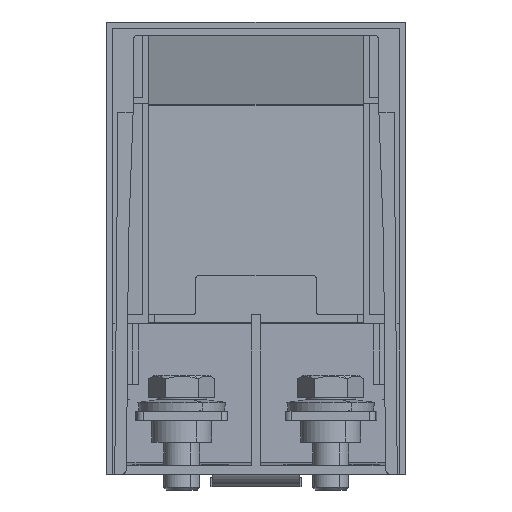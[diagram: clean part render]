
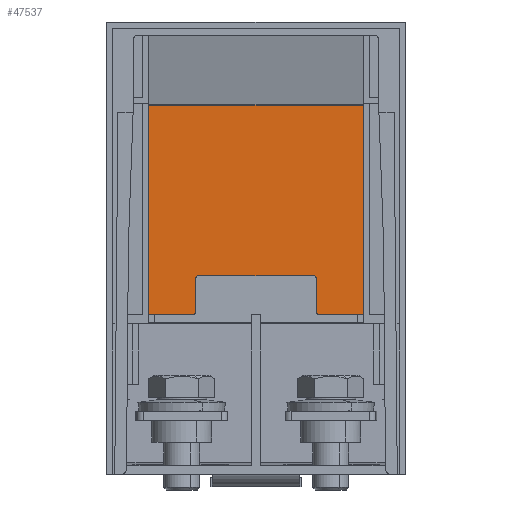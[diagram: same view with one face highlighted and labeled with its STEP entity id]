
A CAD part, front view. The second image highlights one B-rep face of the part: STEP entity #47537.
In plain terms, the highlighted planar face has unit normal (0, -1, 0).
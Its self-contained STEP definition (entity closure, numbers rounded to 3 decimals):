
#42514=DIRECTION('',(-1.,0.,0.));
#42515=VECTOR('',#42514,2.);
#42516=CARTESIAN_POINT('',(-45.5,128.,100.));
#42517=LINE('',#42516,#42515);
#42767=DIRECTION('',(0.,0.,-1.));
#42768=VECTOR('',#42767,1.);
#42769=CARTESIAN_POINT('',(-45.5,128.,100.));
#42770=LINE('',#42769,#42768);
#42774=CARTESIAN_POINT('',(-43.5,128.,99.));
#42775=DIRECTION('',(0.,-1.,0.));
#42776=DIRECTION('',(-1.,0.,0.));
#42777=AXIS2_PLACEMENT_3D('',#42774,#42775,#42776);
#42782=CARTESIAN_POINT('',(-21.,128.,96.));
#42783=DIRECTION('',(0.,1.,0.));
#42784=DIRECTION('',(0.,0.,1.));
#42785=AXIS2_PLACEMENT_3D('',#42782,#42783,#42784);
#42790=CARTESIAN_POINT('',(-19.,128.,85.));
#42791=DIRECTION('',(0.,-1.,0.));
#42792=DIRECTION('',(-1.,0.,0.));
#42793=AXIS2_PLACEMENT_3D('',#42790,#42791,#42792);
#42798=DIRECTION('',(1.,0.,0.));
#42799=VECTOR('',#42798,38.);
#42800=CARTESIAN_POINT('',(-19.,128.,84.));
#42801=LINE('',#42800,#42799);
#42805=CARTESIAN_POINT('',(19.,128.,85.));
#42806=DIRECTION('',(0.,-1.,0.));
#42807=DIRECTION('',(0.,0.,-1.));
#42808=AXIS2_PLACEMENT_3D('',#42805,#42806,#42807);
#42813=DIRECTION('',(0.,0.,1.));
#42814=VECTOR('',#42813,11.);
#42815=CARTESIAN_POINT('',(20.,128.,85.));
#42816=LINE('',#42815,#42814);
#42820=CARTESIAN_POINT('',(21.,128.,96.));
#42821=DIRECTION('',(0.,1.,0.));
#42822=DIRECTION('',(-1.,0.,0.));
#42823=AXIS2_PLACEMENT_3D('',#42820,#42821,#42822);
#42828=DIRECTION('',(1.,0.,0.));
#42829=VECTOR('',#42828,22.5);
#42830=CARTESIAN_POINT('',(21.,128.,97.));
#42831=LINE('',#42830,#42829);
#42835=CARTESIAN_POINT('',(43.5,128.,99.));
#42836=DIRECTION('',(0.,-1.,0.));
#42837=DIRECTION('',(0.,0.,-1.));
#42838=AXIS2_PLACEMENT_3D('',#42835,#42836,#42837);
#42843=DIRECTION('',(1.,0.,0.));
#42844=VECTOR('',#42843,2.);
#42845=CARTESIAN_POINT('',(45.5,128.,100.));
#42846=LINE('',#42845,#42844);
#42850=DIRECTION('',(0.,0.,1.));
#42851=VECTOR('',#42850,72.368);
#42852=CARTESIAN_POINT('',(-47.5,128.,27.632));
#42853=LINE('',#42852,#42851);
#42857=DIRECTION('',(-1.,0.,0.));
#42858=VECTOR('',#42857,22.5);
#42859=CARTESIAN_POINT('',(-21.,128.,97.));
#42860=LINE('',#42859,#42858);
#42878=DIRECTION('',(0.,0.,1.));
#42879=VECTOR('',#42878,11.);
#42880=CARTESIAN_POINT('',(-20.,128.,85.));
#42881=LINE('',#42880,#42879);
#42962=DIRECTION('',(0.,0.,-1.));
#42963=VECTOR('',#42962,1.);
#42964=CARTESIAN_POINT('',(45.5,128.,100.));
#42965=LINE('',#42964,#42963);
#43856=DIRECTION('',(1.,0.,0.));
#43857=VECTOR('',#43856,95.);
#43858=CARTESIAN_POINT('',(-47.5,128.,27.632));
#43859=LINE('',#43858,#43857);
#43933=DIRECTION('',(0.,0.,1.));
#43934=VECTOR('',#43933,72.368);
#43935=CARTESIAN_POINT('',(47.5,128.,27.632));
#43936=LINE('',#43935,#43934);
#46318=CARTESIAN_POINT('',(-45.5,128.,100.));
#46319=VERTEX_POINT('',#46318);
#46320=CARTESIAN_POINT('',(-47.5,128.,100.));
#46321=VERTEX_POINT('',#46320);
#46382=CARTESIAN_POINT('',(-45.5,128.,99.));
#46383=VERTEX_POINT('',#46382);
#46384=CARTESIAN_POINT('',(-43.5,128.,97.));
#46385=VERTEX_POINT('',#46384);
#46386=CARTESIAN_POINT('',(-21.,128.,97.));
#46387=VERTEX_POINT('',#46386);
#46388=CARTESIAN_POINT('',(-20.,128.,96.));
#46389=VERTEX_POINT('',#46388);
#46390=CARTESIAN_POINT('',(-20.,128.,85.));
#46391=VERTEX_POINT('',#46390);
#46392=CARTESIAN_POINT('',(-19.,128.,84.));
#46393=VERTEX_POINT('',#46392);
#46394=CARTESIAN_POINT('',(19.,128.,84.));
#46395=VERTEX_POINT('',#46394);
#46396=CARTESIAN_POINT('',(20.,128.,85.));
#46397=VERTEX_POINT('',#46396);
#46398=CARTESIAN_POINT('',(20.,128.,96.));
#46399=VERTEX_POINT('',#46398);
#46400=CARTESIAN_POINT('',(21.,128.,97.));
#46401=VERTEX_POINT('',#46400);
#46402=CARTESIAN_POINT('',(43.5,128.,97.));
#46403=VERTEX_POINT('',#46402);
#46404=CARTESIAN_POINT('',(45.5,128.,99.));
#46405=VERTEX_POINT('',#46404);
#46406=CARTESIAN_POINT('',(45.5,128.,100.));
#46407=VERTEX_POINT('',#46406);
#46408=CARTESIAN_POINT('',(47.5,128.,100.));
#46409=VERTEX_POINT('',#46408);
#46410=CARTESIAN_POINT('',(47.5,128.,27.632));
#46411=VERTEX_POINT('',#46410);
#46412=CARTESIAN_POINT('',(-47.5,128.,27.632));
#46413=VERTEX_POINT('',#46412);
#47497=CARTESIAN_POINT('',(-49.5,128.,0.));
#47498=DIRECTION('',(0.,-1.,0.));
#47499=DIRECTION('',(1.,0.,0.));
#47500=AXIS2_PLACEMENT_3D('',#47497,#47498,#47499);
#47501=PLANE('',#47500);
#47502=ORIENTED_EDGE('',*,*,#47349,.F.);
#47503=ORIENTED_EDGE('',*,*,#47462,.T.);
#47504=ORIENTED_EDGE('',*,*,#47481,.T.);
#47506=ORIENTED_EDGE('',*,*,#47505,.F.);
#47508=ORIENTED_EDGE('',*,*,#47507,.T.);
#47510=ORIENTED_EDGE('',*,*,#47509,.F.);
#47512=ORIENTED_EDGE('',*,*,#47511,.T.);
#47514=ORIENTED_EDGE('',*,*,#47513,.T.);
#47516=ORIENTED_EDGE('',*,*,#47515,.T.);
#47518=ORIENTED_EDGE('',*,*,#47517,.T.);
#47520=ORIENTED_EDGE('',*,*,#47519,.T.);
#47522=ORIENTED_EDGE('',*,*,#47521,.T.);
#47524=ORIENTED_EDGE('',*,*,#47523,.T.);
#47526=ORIENTED_EDGE('',*,*,#47525,.F.);
#47528=ORIENTED_EDGE('',*,*,#47527,.T.);
#47530=ORIENTED_EDGE('',*,*,#47529,.F.);
#47532=ORIENTED_EDGE('',*,*,#47531,.F.);
#47534=ORIENTED_EDGE('',*,*,#47533,.T.);
#47535=EDGE_LOOP('',(#47502,#47503,#47504,#47506,#47508,#47510,#47512,#47514,
#47516,#47518,#47520,#47522,#47524,#47526,#47528,#47530,#47532,#47534));
#47536=FACE_OUTER_BOUND('',#47535,.F.);
#42778=CIRCLE('',#42777,2.);
#42786=CIRCLE('',#42785,1.);
#42794=CIRCLE('',#42793,1.);
#42809=CIRCLE('',#42808,1.);
#42824=CIRCLE('',#42823,1.);
#42839=CIRCLE('',#42838,2.);
#47349=EDGE_CURVE('',#46319,#46321,#42517,.T.);
#47462=EDGE_CURVE('',#46319,#46383,#42770,.T.);
#47481=EDGE_CURVE('',#46383,#46385,#42778,.T.);
#47505=EDGE_CURVE('',#46387,#46385,#42860,.T.);
#47507=EDGE_CURVE('',#46387,#46389,#42786,.T.);
#47509=EDGE_CURVE('',#46391,#46389,#42881,.T.);
#47511=EDGE_CURVE('',#46391,#46393,#42794,.T.);
#47513=EDGE_CURVE('',#46393,#46395,#42801,.T.);
#47515=EDGE_CURVE('',#46395,#46397,#42809,.T.);
#47517=EDGE_CURVE('',#46397,#46399,#42816,.T.);
#47519=EDGE_CURVE('',#46399,#46401,#42824,.T.);
#47521=EDGE_CURVE('',#46401,#46403,#42831,.T.);
#47523=EDGE_CURVE('',#46403,#46405,#42839,.T.);
#47525=EDGE_CURVE('',#46407,#46405,#42965,.T.);
#47527=EDGE_CURVE('',#46407,#46409,#42846,.T.);
#47529=EDGE_CURVE('',#46411,#46409,#43936,.T.);
#47531=EDGE_CURVE('',#46413,#46411,#43859,.T.);
#47533=EDGE_CURVE('',#46413,#46321,#42853,.T.);
#47537=ADVANCED_FACE('',(#47536),#47501,.T.);
